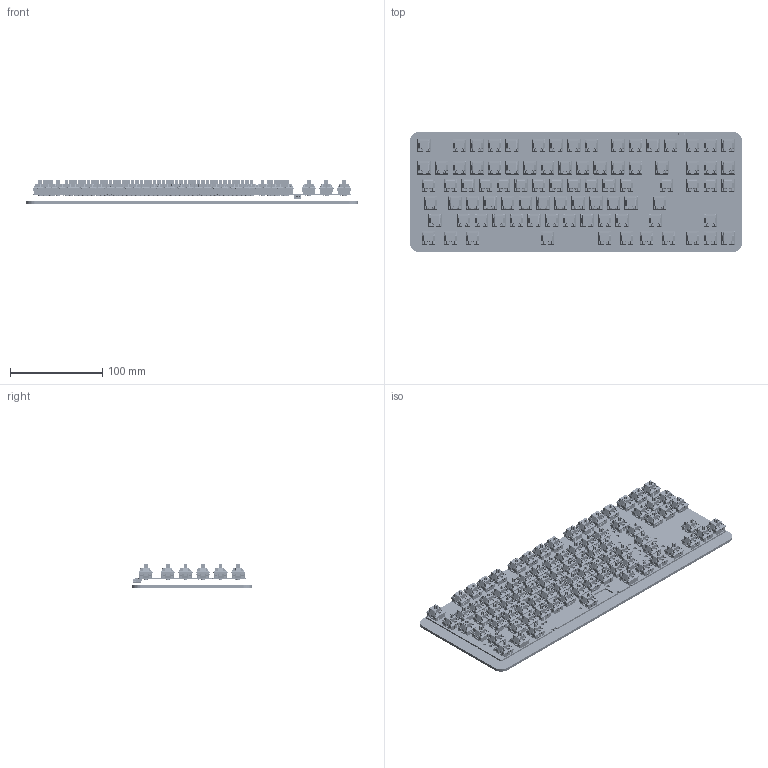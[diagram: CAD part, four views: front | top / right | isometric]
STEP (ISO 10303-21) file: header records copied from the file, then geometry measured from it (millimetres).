
FILE_DESCRIPTION (( 'STEP AP214' ), '1' );
FILE_NAME ('nerd-TKL-V2-just switches.STEP', '2015-02-04T18:58:24', ( '' ), ( '' ), 'SwSTEP 2.0', 'SolidWorks 2015', '' );
FILE_SCHEMA (( 'AUTOMOTIVE_DESIGN' ));
Length unit declared in the file: millimetre
Products named in the file (8): gon blank pcb; nerd-TKL-V2-just switches; base plate; User Library-USB-Mini-B; cherrymx switch; cherry mx plunger; cherrymx top; cherrymx bottom
Assembly tree (92 placements, depth 3):
  nerd-TKL-V2-just switches
    gon blank pcb
    cherrymx switch  x86
      cherrymx bottom
      cherrymx top
      cherry mx plunger
    User Library-USB-Mini-B
    base plate
Bounding box: 359 x 130 x 25.28 mm (x, y, z)
Volume: 308474.1 mm3; surface area: 400122.3 mm2
Topology: 261 solids, 261 shells, 35141 faces, 97708 edges, 63762 vertices
Faces by surface type: plane 28491, cylinder 5334, cone 524, bspline 362, torus 258, sphere 172
Entity records: 39527 total; most frequent: CARTESIAN_POINT 7663, ORIENTED_EDGE 6546, DIRECTION 6361, EDGE_CURVE 3273, VECTOR 2399, LINE 2399, VERTEX_POINT 2137, AXIS2_PLACEMENT_3D 1981
